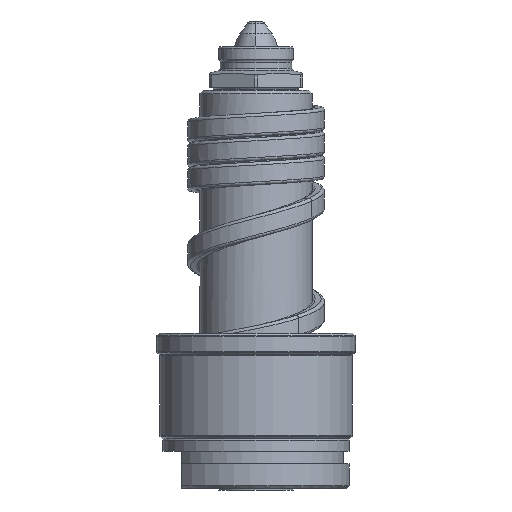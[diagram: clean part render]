
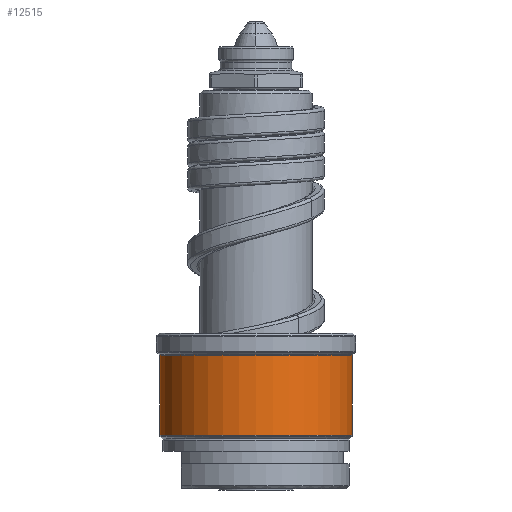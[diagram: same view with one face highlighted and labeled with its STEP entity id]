
A CAD part, front view. The second image highlights one B-rep face of the part: STEP entity #12515.
In plain terms, the highlighted cylindrical face has radius 15.5 mm (diameter 31 mm), a partial arc.
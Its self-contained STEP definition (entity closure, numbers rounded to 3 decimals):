
#4041=CARTESIAN_POINT('',(0.,0.,8.583));
#4042=DIRECTION('',(0.,0.,1.));
#4043=DIRECTION('',(-1.,0.,0.));
#4044=AXIS2_PLACEMENT_3D('',#4041,#4042,#4043);
#4046=DIRECTION('',(0.,0.,-1.));
#4047=VECTOR('',#4046,12.835);
#4048=CARTESIAN_POINT('',(-15.5,0.,21.417));
#4049=LINE('',#4048,#4047);
#4050=CARTESIAN_POINT('',(0.,0.,21.417));
#4051=DIRECTION('',(0.,0.,1.));
#4052=DIRECTION('',(-1.,0.,0.));
#4053=AXIS2_PLACEMENT_3D('',#4050,#4051,#4052);
#4055=DIRECTION('',(0.,0.,-1.));
#4056=VECTOR('',#4055,12.835);
#4057=CARTESIAN_POINT('',(15.5,0.,21.417));
#4058=LINE('',#4057,#4056);
#5577=CARTESIAN_POINT('',(15.5,0.,21.417));
#5578=CARTESIAN_POINT('',(-15.5,0.,21.417));
#5579=VERTEX_POINT('',#5577);
#5580=VERTEX_POINT('',#5578);
#5603=CARTESIAN_POINT('',(15.5,0.,8.583));
#5604=VERTEX_POINT('',#5603);
#5605=CARTESIAN_POINT('',(-15.5,0.,8.583));
#5606=VERTEX_POINT('',#5605);
#12503=CARTESIAN_POINT('',(0.,0.,7.15));
#12504=DIRECTION('',(0.,0.,1.));
#12505=DIRECTION('',(-1.,0.,0.));
#12506=AXIS2_PLACEMENT_3D('',#12503,#12504,#12505);
#12507=CYLINDRICAL_SURFACE('',#12506,15.5);
#12508=ORIENTED_EDGE('',*,*,#12475,.F.);
#12509=ORIENTED_EDGE('',*,*,#12493,.F.);
#12511=ORIENTED_EDGE('',*,*,#12510,.T.);
#12512=ORIENTED_EDGE('',*,*,#12489,.T.);
#12513=EDGE_LOOP('',(#12508,#12509,#12511,#12512));
#12514=FACE_OUTER_BOUND('',#12513,.F.);
#4045=CIRCLE('',#4044,15.5);
#4054=CIRCLE('',#4053,15.5);
#12475=EDGE_CURVE('',#5606,#5604,#4045,.T.);
#12489=EDGE_CURVE('',#5579,#5604,#4058,.T.);
#12493=EDGE_CURVE('',#5580,#5606,#4049,.T.);
#12510=EDGE_CURVE('',#5580,#5579,#4054,.T.);
#12515=ADVANCED_FACE('',(#12514),#12507,.T.);
